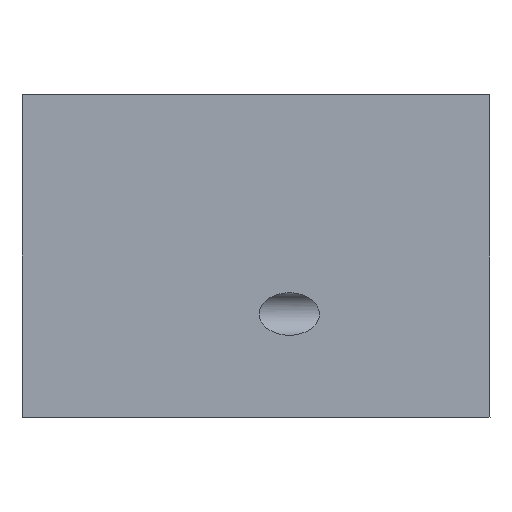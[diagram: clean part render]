
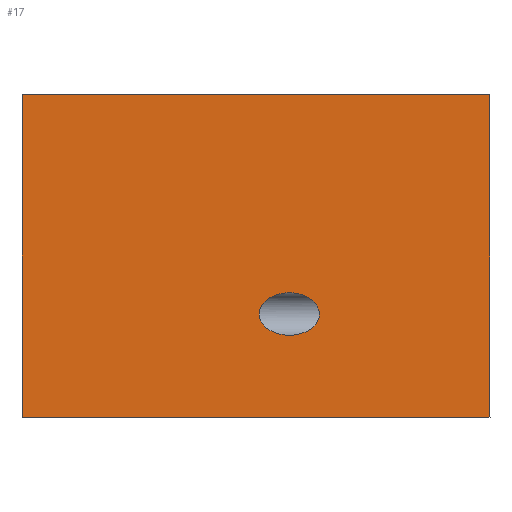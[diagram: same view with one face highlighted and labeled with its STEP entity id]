
A CAD part, left-side view. The second image highlights one B-rep face of the part: STEP entity #17.
In plain terms, the highlighted planar face has unit normal (-1, 0, 0).
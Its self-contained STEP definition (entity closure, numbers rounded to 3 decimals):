
#17 = ADVANCED_FACE('',(#18,#137),#32,.T.);
#18 = FACE_BOUND('',#19,.F.);
#19 = EDGE_LOOP('',(#20,#55,#83,#111));
#20 = ORIENTED_EDGE('',*,*,#21,.F.);
#21 = EDGE_CURVE('',#22,#24,#26,.T.);
#22 = VERTEX_POINT('',#23);
#23 = CARTESIAN_POINT('',(-28.75,28.75,0.));
#24 = VERTEX_POINT('',#25);
#25 = CARTESIAN_POINT('',(-28.75,-7.537,0.));
#26 = SURFACE_CURVE('',#27,(#31,#43),.PCURVE_S1.);
#27 = LINE('',#28,#29);
#28 = CARTESIAN_POINT('',(-28.75,28.75,0.));
#29 = VECTOR('',#30,1.);
#30 = DIRECTION('',(0.,-1.,0.));
#31 = PCURVE('',#32,#37);
#32 = PLANE('',#33);
#33 = AXIS2_PLACEMENT_3D('',#34,#35,#36);
#34 = CARTESIAN_POINT('',(-28.75,28.75,0.));
#35 = DIRECTION('',(-1.,0.,0.));
#36 = DIRECTION('',(0.,1.,0.));
#37 = DEFINITIONAL_REPRESENTATION('',(#38),#42);
#38 = LINE('',#39,#40);
#39 = CARTESIAN_POINT('',(-0.,-0.));
#40 = VECTOR('',#41,1.);
#41 = DIRECTION('',(-1.,0.));
#42 = ( GEOMETRIC_REPRESENTATION_CONTEXT(2) 
PARAMETRIC_REPRESENTATION_CONTEXT() REPRESENTATION_CONTEXT('2D SPACE',''
  ) );
#43 = PCURVE('',#44,#49);
#44 = PLANE('',#45);
#45 = AXIS2_PLACEMENT_3D('',#46,#47,#48);
#46 = CARTESIAN_POINT('',(0.,0.,0.));
#47 = DIRECTION('',(-0.,0.,-1.));
#48 = DIRECTION('',(1.,0.,0.));
#49 = DEFINITIONAL_REPRESENTATION('',(#50),#54);
#50 = LINE('',#51,#52);
#51 = CARTESIAN_POINT('',(-28.75,-28.75));
#52 = VECTOR('',#53,1.);
#53 = DIRECTION('',(-0.,1.));
#54 = ( GEOMETRIC_REPRESENTATION_CONTEXT(2) 
PARAMETRIC_REPRESENTATION_CONTEXT() REPRESENTATION_CONTEXT('2D SPACE',''
  ) );
#55 = ORIENTED_EDGE('',*,*,#56,.T.);
#56 = EDGE_CURVE('',#22,#57,#59,.T.);
#57 = VERTEX_POINT('',#58);
#58 = CARTESIAN_POINT('',(-28.75,28.75,25.));
#59 = SURFACE_CURVE('',#60,(#64,#71),.PCURVE_S1.);
#60 = LINE('',#61,#62);
#61 = CARTESIAN_POINT('',(-28.75,28.75,0.));
#62 = VECTOR('',#63,1.);
#63 = DIRECTION('',(0.,0.,1.));
#64 = PCURVE('',#32,#65);
#65 = DEFINITIONAL_REPRESENTATION('',(#66),#70);
#66 = LINE('',#67,#68);
#67 = CARTESIAN_POINT('',(-0.,-0.));
#68 = VECTOR('',#69,1.);
#69 = DIRECTION('',(-0.,-1.));
#70 = ( GEOMETRIC_REPRESENTATION_CONTEXT(2) 
PARAMETRIC_REPRESENTATION_CONTEXT() REPRESENTATION_CONTEXT('2D SPACE',''
  ) );
#71 = PCURVE('',#72,#77);
#72 = PLANE('',#73);
#73 = AXIS2_PLACEMENT_3D('',#74,#75,#76);
#74 = CARTESIAN_POINT('',(28.75,28.75,0.));
#75 = DIRECTION('',(0.,1.,0.));
#76 = DIRECTION('',(1.,0.,0.));
#77 = DEFINITIONAL_REPRESENTATION('',(#78),#82);
#78 = LINE('',#79,#80);
#79 = CARTESIAN_POINT('',(-57.5,0.));
#80 = VECTOR('',#81,1.);
#81 = DIRECTION('',(-0.,-1.));
#82 = ( GEOMETRIC_REPRESENTATION_CONTEXT(2) 
PARAMETRIC_REPRESENTATION_CONTEXT() REPRESENTATION_CONTEXT('2D SPACE',''
  ) );
#83 = ORIENTED_EDGE('',*,*,#84,.T.);
#84 = EDGE_CURVE('',#57,#85,#87,.T.);
#85 = VERTEX_POINT('',#86);
#86 = CARTESIAN_POINT('',(-28.75,-7.537,25.));
#87 = SURFACE_CURVE('',#88,(#92,#99),.PCURVE_S1.);
#88 = LINE('',#89,#90);
#89 = CARTESIAN_POINT('',(-28.75,28.75,25.));
#90 = VECTOR('',#91,1.);
#91 = DIRECTION('',(0.,-1.,0.));
#92 = PCURVE('',#32,#93);
#93 = DEFINITIONAL_REPRESENTATION('',(#94),#98);
#94 = LINE('',#95,#96);
#95 = CARTESIAN_POINT('',(0.,-25.));
#96 = VECTOR('',#97,1.);
#97 = DIRECTION('',(-1.,0.));
#98 = ( GEOMETRIC_REPRESENTATION_CONTEXT(2) 
PARAMETRIC_REPRESENTATION_CONTEXT() REPRESENTATION_CONTEXT('2D SPACE',''
  ) );
#99 = PCURVE('',#100,#105);
#100 = PLANE('',#101);
#101 = AXIS2_PLACEMENT_3D('',#102,#103,#104);
#102 = CARTESIAN_POINT('',(0.,0.,25.));
#103 = DIRECTION('',(-0.,0.,-1.));
#104 = DIRECTION('',(1.,0.,0.));
#105 = DEFINITIONAL_REPRESENTATION('',(#106),#110);
#106 = LINE('',#107,#108);
#107 = CARTESIAN_POINT('',(-28.75,-28.75));
#108 = VECTOR('',#109,1.);
#109 = DIRECTION('',(-0.,1.));
#110 = ( GEOMETRIC_REPRESENTATION_CONTEXT(2) 
PARAMETRIC_REPRESENTATION_CONTEXT() REPRESENTATION_CONTEXT('2D SPACE',''
  ) );
#111 = ORIENTED_EDGE('',*,*,#112,.T.);
#112 = EDGE_CURVE('',#85,#24,#113,.T.);
#113 = SURFACE_CURVE('',#114,(#118,#125),.PCURVE_S1.);
#114 = LINE('',#115,#116);
#115 = CARTESIAN_POINT('',(-28.75,-7.537,25.));
#116 = VECTOR('',#117,1.);
#117 = DIRECTION('',(-0.,0.,-1.));
#118 = PCURVE('',#32,#119);
#119 = DEFINITIONAL_REPRESENTATION('',(#120),#124);
#120 = LINE('',#121,#122);
#121 = CARTESIAN_POINT('',(-36.287,-25.));
#122 = VECTOR('',#123,1.);
#123 = DIRECTION('',(-0.,1.));
#124 = ( GEOMETRIC_REPRESENTATION_CONTEXT(2) 
PARAMETRIC_REPRESENTATION_CONTEXT() REPRESENTATION_CONTEXT('2D SPACE',''
  ) );
#125 = PCURVE('',#126,#131);
#126 = PLANE('',#127);
#127 = AXIS2_PLACEMENT_3D('',#128,#129,#130);
#128 = CARTESIAN_POINT('',(-28.75,-7.537,25.));
#129 = DIRECTION('',(-0.707,0.707,0.)
  );
#130 = DIRECTION('',(-0.707,-0.707,0.)
  );
#131 = DEFINITIONAL_REPRESENTATION('',(#132),#136);
#132 = LINE('',#133,#134);
#133 = CARTESIAN_POINT('',(-0.,0.));
#134 = VECTOR('',#135,1.);
#135 = DIRECTION('',(-0.,-1.));
#136 = ( GEOMETRIC_REPRESENTATION_CONTEXT(2) 
PARAMETRIC_REPRESENTATION_CONTEXT() REPRESENTATION_CONTEXT('2D SPACE',''
  ) );
#137 = FACE_BOUND('',#138,.F.);
#138 = EDGE_LOOP('',(#139));
#139 = ORIENTED_EDGE('',*,*,#140,.F.);
#140 = EDGE_CURVE('',#141,#141,#143,.T.);
#141 = VERTEX_POINT('',#142);
#142 = CARTESIAN_POINT('',(-28.75,8.025,6.35));
#143 = SURFACE_CURVE('',#144,(#149,#160),.PCURVE_S1.);
#144 = ELLIPSE('',#145,2.333,1.65);
#145 = AXIS2_PLACEMENT_3D('',#146,#147,#148);
#146 = CARTESIAN_POINT('',(-28.75,8.025,8.));
#147 = DIRECTION('',(1.,-0.,0.));
#148 = DIRECTION('',(0.,1.,0.));
#149 = PCURVE('',#32,#150);
#150 = DEFINITIONAL_REPRESENTATION('',(#151),#159);
#151 = ( BOUNDED_CURVE() B_SPLINE_CURVE(2,(#152,#153,#154,#155,#156,#157
,#158),.UNSPECIFIED.,.T.,.F.) B_SPLINE_CURVE_WITH_KNOTS((1,2,2,2,2,1),(
    -2.094,0.,2.094,4.189,6.283,
8.378),.UNSPECIFIED.) CURVE() GEOMETRIC_REPRESENTATION_ITEM() 
RATIONAL_B_SPLINE_CURVE((1.,0.5,1.,0.5,1.,0.5,1.)) REPRESENTATION_ITEM(
  '') );
#152 = CARTESIAN_POINT('',(-18.392,-8.));
#153 = CARTESIAN_POINT('',(-18.392,-10.858));
#154 = CARTESIAN_POINT('',(-21.892,-9.429));
#155 = CARTESIAN_POINT('',(-25.392,-8.));
#156 = CARTESIAN_POINT('',(-21.892,-6.571));
#157 = CARTESIAN_POINT('',(-18.392,-5.142));
#158 = CARTESIAN_POINT('',(-18.392,-8.));
#159 = ( GEOMETRIC_REPRESENTATION_CONTEXT(2) 
PARAMETRIC_REPRESENTATION_CONTEXT() REPRESENTATION_CONTEXT('2D SPACE',''
  ) );
#160 = PCURVE('',#161,#166);
#161 = CYLINDRICAL_SURFACE('',#162,1.65);
#162 = AXIS2_PLACEMENT_3D('',#163,#164,#165);
#163 = CARTESIAN_POINT('',(-20.969,0.244,8.));
#164 = DIRECTION('',(-0.707,0.707,0.)
  );
#165 = DIRECTION('',(-0.,0.,-1.));
#166 = DEFINITIONAL_REPRESENTATION('',(#167),#198);
#167 = B_SPLINE_CURVE_WITH_KNOTS('',8,(#168,#169,#170,#171,#172,#173,
    #174,#175,#176,#177,#178,#179,#180,#181,#182,#183,#184,#185,#186,
    #187,#188,#189,#190,#191,#192,#193,#194,#195,#196,#197),
  .UNSPECIFIED.,.F.,.F.,(9,7,7,7,9),(4.712,6.283,
    7.461,9.228,10.996),.UNSPECIFIED.);
#168 = CARTESIAN_POINT('',(6.283,11.004));
#169 = CARTESIAN_POINT('',(6.087,11.328));
#170 = CARTESIAN_POINT('',(5.89,11.652));
#171 = CARTESIAN_POINT('',(5.694,11.956));
#172 = CARTESIAN_POINT('',(5.498,12.223));
#173 = CARTESIAN_POINT('',(5.301,12.435));
#174 = CARTESIAN_POINT('',(5.105,12.581));
#175 = CARTESIAN_POINT('',(4.909,12.654));
#176 = CARTESIAN_POINT('',(4.565,12.654));
#177 = CARTESIAN_POINT('',(4.418,12.613));
#178 = CARTESIAN_POINT('',(4.271,12.531));
#179 = CARTESIAN_POINT('',(4.123,12.41));
#180 = CARTESIAN_POINT('',(3.976,12.254));
#181 = CARTESIAN_POINT('',(3.829,12.068));
#182 = CARTESIAN_POINT('',(3.682,11.859));
#183 = CARTESIAN_POINT('',(3.313,11.298));
#184 = CARTESIAN_POINT('',(3.093,10.926));
#185 = CARTESIAN_POINT('',(2.872,10.544));
#186 = CARTESIAN_POINT('',(2.651,10.181));
#187 = CARTESIAN_POINT('',(2.43,9.864));
#188 = CARTESIAN_POINT('',(2.209,9.618));
#189 = CARTESIAN_POINT('',(1.988,9.456));
#190 = CARTESIAN_POINT('',(1.546,9.314));
#191 = CARTESIAN_POINT('',(1.325,9.333));
#192 = CARTESIAN_POINT('',(1.104,9.448));
#193 = CARTESIAN_POINT('',(0.884,9.654));
#194 = CARTESIAN_POINT('',(0.663,9.937));
#195 = CARTESIAN_POINT('',(0.442,10.275));
#196 = CARTESIAN_POINT('',(0.221,10.639));
#197 = CARTESIAN_POINT('',(0.,11.004));
#198 = ( GEOMETRIC_REPRESENTATION_CONTEXT(2) 
PARAMETRIC_REPRESENTATION_CONTEXT() REPRESENTATION_CONTEXT('2D SPACE',''
  ) );
